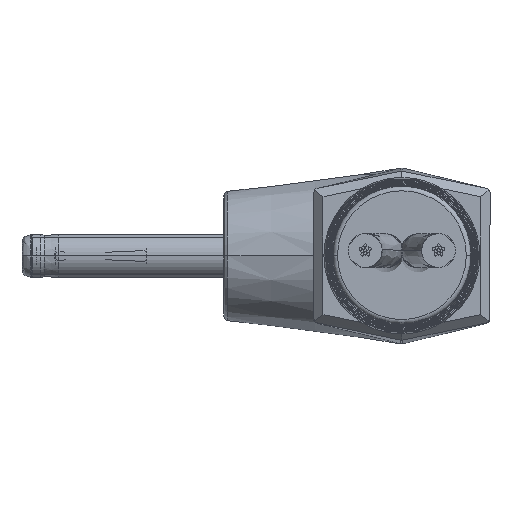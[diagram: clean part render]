
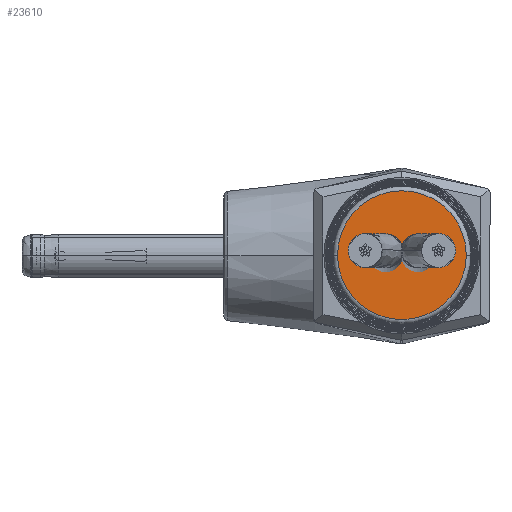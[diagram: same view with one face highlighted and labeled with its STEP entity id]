
A CAD part, top view. The second image highlights one B-rep face of the part: STEP entity #23610.
In plain terms, the highlighted face is planar.
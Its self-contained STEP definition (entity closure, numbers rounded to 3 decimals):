
#154 = ORIENTED_EDGE ( 'NONE', *, *, #13167, .T. ) ;
#605 = DIRECTION ( 'NONE',  ( -1., 0., 0. ) ) ;
#1371 = DIRECTION ( 'NONE',  ( -1., 0., 0. ) ) ;
#2832 = DIRECTION ( 'NONE',  ( 0., 0., -1. ) ) ;
#2898 = ORIENTED_EDGE ( 'NONE', *, *, #5682, .T. ) ;
#3383 = AXIS2_PLACEMENT_3D ( 'NONE', #12258, #14328, #605 ) ;
#4916 = CARTESIAN_POINT ( 'NONE',  ( -3.508, 0., -26. ) ) ;
#5254 = CARTESIAN_POINT ( 'NONE',  ( 0., 0., -26. ) ) ;
#5682 = EDGE_CURVE ( 'NONE', #17589, #12001, #19870, .T. ) ;
#5734 = CIRCLE ( 'NONE', #3383, 3.508 ) ;
#9178 = AXIS2_PLACEMENT_3D ( 'NONE', #18491, #2832, #12721 ) ;
#10757 = PLANE ( 'NONE',  #9178 ) ;
#12001 = VERTEX_POINT ( 'NONE', #16211 ) ;
#12258 = CARTESIAN_POINT ( 'NONE',  ( 0., 0., -26. ) ) ;
#12721 = DIRECTION ( 'NONE',  ( -1., 0., 0. ) ) ;
#13167 = EDGE_CURVE ( 'NONE', #12001, #17589, #5734, .T. ) ;
#14328 = DIRECTION ( 'NONE',  ( 0., 0., -1. ) ) ;
#16211 = CARTESIAN_POINT ( 'NONE',  ( 3.508, 0., -26. ) ) ;
#16345 = AXIS2_PLACEMENT_3D ( 'NONE', #5254, #17041, #1371 ) ;
#17041 = DIRECTION ( 'NONE',  ( 0., 0., -1. ) ) ;
#17269 = EDGE_LOOP ( 'NONE', ( #2898, #154 ) ) ;
#17589 = VERTEX_POINT ( 'NONE', #4916 ) ;
#18491 = CARTESIAN_POINT ( 'NONE',  ( 0., 0., -26. ) ) ;
#19870 = CIRCLE ( 'NONE', #16345, 3.508 ) ;
#23610 = ADVANCED_FACE ( 'NONE', ( #24280 ), #10757, .T. ) ;
#24280 = FACE_OUTER_BOUND ( 'NONE', #17269, .T. ) ;
